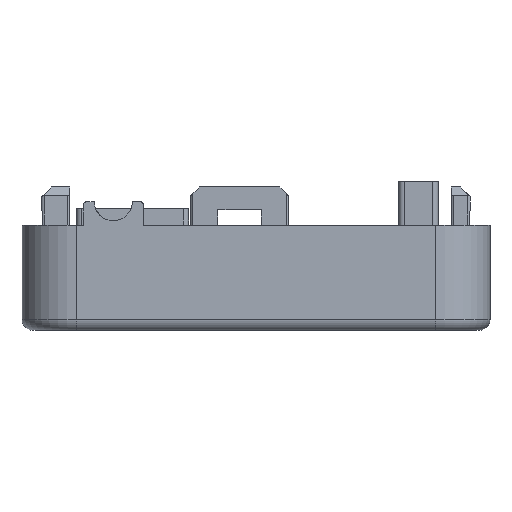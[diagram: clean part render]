
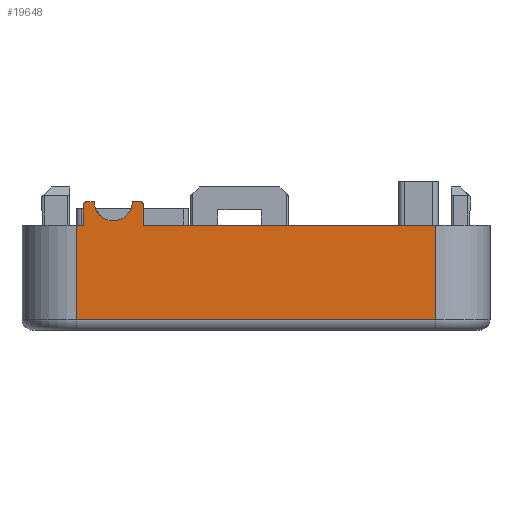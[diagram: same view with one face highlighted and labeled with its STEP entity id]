
A CAD part, front view. The second image highlights one B-rep face of the part: STEP entity #19648.
In plain terms, the highlighted planar face has unit normal (0, -1, 0).
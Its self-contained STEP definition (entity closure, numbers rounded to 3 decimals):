
#194 = DIRECTION ( 'NONE',  ( 1., 0., 0. ) ) ;
#793 = ORIENTED_EDGE ( 'NONE', *, *, #24905, .T. ) ;
#1281 = EDGE_CURVE ( 'NONE', #17347, #1650, #12727, .T. ) ;
#1296 = DIRECTION ( 'NONE',  ( 1., 0., 0. ) ) ;
#1650 = VERTEX_POINT ( 'NONE', #5954 ) ;
#1943 = CARTESIAN_POINT ( 'NONE',  ( 38.755, -10.148, -3.375 ) ) ;
#2661 = CARTESIAN_POINT ( 'NONE',  ( 6.902, -10.148, 5.305 ) ) ;
#2663 = VECTOR ( 'NONE', #25305, 1000. ) ;
#3019 = CARTESIAN_POINT ( 'NONE',  ( 9.532, -10.148, 7.455 ) ) ;
#3216 = CARTESIAN_POINT ( 'NONE',  ( 38.755, -10.148, 2.805 ) ) ;
#3221 = DIRECTION ( 'NONE',  ( -1., 0., 0. ) ) ;
#3678 = VECTOR ( 'NONE', #16228, 1000. ) ;
#3917 = EDGE_CURVE ( 'NONE', #23193, #11526, #20016, .T. ) ;
#4083 = VECTOR ( 'NONE', #5393, 1000. ) ;
#4275 = DIRECTION ( 'NONE',  ( -1., 0., 0. ) ) ;
#4999 = EDGE_CURVE ( 'NONE', #18901, #17347, #16274, .T. ) ;
#5393 = DIRECTION ( 'NONE',  ( -1., 0., 0. ) ) ;
#5440 = LINE ( 'NONE', #23497, #22631 ) ;
#5954 = CARTESIAN_POINT ( 'NONE',  ( 1.402, -10.148, 7.155 ) ) ;
#6531 = ORIENTED_EDGE ( 'NONE', *, *, #22399, .T. ) ;
#6769 = LINE ( 'NONE', #22593, #3678 ) ;
#7230 = VERTEX_POINT ( 'NONE', #23676 ) ;
#7426 = VECTOR ( 'NONE', #4275, 1000. ) ;
#7835 = CARTESIAN_POINT ( 'NONE',  ( 6.902, -10.148, 7.155 ) ) ;
#8055 = AXIS2_PLACEMENT_3D ( 'NONE', #25535, #13989, #22873 ) ;
#8540 = CARTESIAN_POINT ( 'NONE',  ( 6.602, -10.148, 7.455 ) ) ;
#8741 = CARTESIAN_POINT ( 'NONE',  ( 38.755, -10.148, 5.305 ) ) ;
#9005 = DIRECTION ( 'NONE',  ( 0., 0., 1. ) ) ;
#9336 = LINE ( 'NONE', #27550, #2663 ) ;
#9390 = DIRECTION ( 'NONE',  ( 0., 1., 0. ) ) ;
#11464 = VECTOR ( 'NONE', #27672, 1000. ) ;
#11505 = LINE ( 'NONE', #20102, #22678 ) ;
#11526 = VERTEX_POINT ( 'NONE', #19993 ) ;
#11712 = VECTOR ( 'NONE', #25383, 1000. ) ;
#12256 = DIRECTION ( 'NONE',  ( 0., -1., 0. ) ) ;
#12727 = CIRCLE ( 'NONE', #16493, 0.3 ) ;
#13277 = EDGE_CURVE ( 'NONE', #7230, #23193, #18462, .T. ) ;
#13989 = DIRECTION ( 'NONE',  ( 0., -1., 0. ) ) ;
#14197 = EDGE_CURVE ( 'NONE', #18600, #17468, #14737, .T. ) ;
#14737 = LINE ( 'NONE', #3019, #4083 ) ;
#14925 = VERTEX_POINT ( 'NONE', #7835 ) ;
#15291 = ORIENTED_EDGE ( 'NONE', *, *, #28698, .T. ) ;
#15298 = EDGE_CURVE ( 'NONE', #21603, #7230, #22194, .T. ) ;
#16010 = CARTESIAN_POINT ( 'NONE',  ( 0.755, -10.148, -3.375 ) ) ;
#16228 = DIRECTION ( 'NONE',  ( 0., 0., 1. ) ) ;
#16274 = LINE ( 'NONE', #18801, #11464 ) ;
#16360 = CARTESIAN_POINT ( 'NONE',  ( 0.755, -10.148, 2.805 ) ) ;
#16493 = AXIS2_PLACEMENT_3D ( 'NONE', #17558, #28937, #17827 ) ;
#16609 = ORIENTED_EDGE ( 'NONE', *, *, #14197, .T. ) ;
#16900 = CARTESIAN_POINT ( 'NONE',  ( 5.902, -10.148, 7.455 ) ) ;
#17347 = VERTEX_POINT ( 'NONE', #28294 ) ;
#17468 = VERTEX_POINT ( 'NONE', #16900 ) ;
#17558 = CARTESIAN_POINT ( 'NONE',  ( 1.702, -10.148, 7.155 ) ) ;
#17585 = PLANE ( 'NONE',  #28901 ) ;
#17713 = EDGE_LOOP ( 'NONE', ( #27099, #18746, #19562, #793, #21099, #24379, #18195, #6531, #25792, #22033, #15291, #16609 ) ) ;
#17827 = DIRECTION ( 'NONE',  ( 1., 0., 0. ) ) ;
#17846 = CARTESIAN_POINT ( 'NONE',  ( 1.402, -10.148, 5.305 ) ) ;
#18195 = ORIENTED_EDGE ( 'NONE', *, *, #3917, .T. ) ;
#18276 = CARTESIAN_POINT ( 'NONE',  ( 4.152, -10.148, 7.455 ) ) ;
#18462 = LINE ( 'NONE', #16360, #11712 ) ;
#18600 = VERTEX_POINT ( 'NONE', #8540 ) ;
#18746 = ORIENTED_EDGE ( 'NONE', *, *, #4999, .T. ) ;
#18801 = CARTESIAN_POINT ( 'NONE',  ( 5.332, -10.148, 7.455 ) ) ;
#18901 = VERTEX_POINT ( 'NONE', #26260 ) ;
#19562 = ORIENTED_EDGE ( 'NONE', *, *, #1281, .T. ) ;
#19648 = ADVANCED_FACE ( 'NONE', ( #23655 ), #17585, .T. ) ;
#19684 = EDGE_CURVE ( 'NONE', #17468, #18901, #22659, .T. ) ;
#19993 = CARTESIAN_POINT ( 'NONE',  ( 33.755, -10.148, -3.375 ) ) ;
#20016 = LINE ( 'NONE', #1943, #28533 ) ;
#20102 = CARTESIAN_POINT ( 'NONE',  ( 33.755, -10.148, 2.805 ) ) ;
#20403 = CARTESIAN_POINT ( 'NONE',  ( 33.755, -10.148, 5.305 ) ) ;
#20881 = EDGE_CURVE ( 'NONE', #23901, #24279, #5440, .T. ) ;
#21099 = ORIENTED_EDGE ( 'NONE', *, *, #15298, .T. ) ;
#21603 = VERTEX_POINT ( 'NONE', #17846 ) ;
#22033 = ORIENTED_EDGE ( 'NONE', *, *, #26691, .T. ) ;
#22068 = DIRECTION ( 'NONE',  ( 1., 0., 0. ) ) ;
#22194 = LINE ( 'NONE', #8741, #7426 ) ;
#22399 = EDGE_CURVE ( 'NONE', #11526, #23901, #11505, .T. ) ;
#22593 = CARTESIAN_POINT ( 'NONE',  ( 6.902, -10.148, 7.155 ) ) ;
#22631 = VECTOR ( 'NONE', #3221, 1000. ) ;
#22659 = CIRCLE ( 'NONE', #26953, 1.75 ) ;
#22678 = VECTOR ( 'NONE', #9005, 1000. ) ;
#22873 = DIRECTION ( 'NONE',  ( -1., 0., 0. ) ) ;
#23193 = VERTEX_POINT ( 'NONE', #16010 ) ;
#23497 = CARTESIAN_POINT ( 'NONE',  ( 38.755, -10.148, 5.305 ) ) ;
#23655 = FACE_OUTER_BOUND ( 'NONE', #17713, .T. ) ;
#23676 = CARTESIAN_POINT ( 'NONE',  ( 0.755, -10.148, 5.305 ) ) ;
#23901 = VERTEX_POINT ( 'NONE', #20403 ) ;
#24279 = VERTEX_POINT ( 'NONE', #2661 ) ;
#24379 = ORIENTED_EDGE ( 'NONE', *, *, #13277, .T. ) ;
#24905 = EDGE_CURVE ( 'NONE', #1650, #21603, #9336, .T. ) ;
#25305 = DIRECTION ( 'NONE',  ( 0., 0., -1. ) ) ;
#25383 = DIRECTION ( 'NONE',  ( 0., 0., -1. ) ) ;
#25535 = CARTESIAN_POINT ( 'NONE',  ( 6.602, -10.148, 7.155 ) ) ;
#25792 = ORIENTED_EDGE ( 'NONE', *, *, #20881, .T. ) ;
#26260 = CARTESIAN_POINT ( 'NONE',  ( 2.402, -10.148, 7.455 ) ) ;
#26691 = EDGE_CURVE ( 'NONE', #24279, #14925, #6769, .T. ) ;
#26953 = AXIS2_PLACEMENT_3D ( 'NONE', #18276, #9390, #194 ) ;
#27099 = ORIENTED_EDGE ( 'NONE', *, *, #19684, .T. ) ;
#27550 = CARTESIAN_POINT ( 'NONE',  ( 1.402, -10.148, 7.155 ) ) ;
#27672 = DIRECTION ( 'NONE',  ( -1., 0., 0. ) ) ;
#27891 = CIRCLE ( 'NONE', #8055, 0.3 ) ;
#28294 = CARTESIAN_POINT ( 'NONE',  ( 1.702, -10.148, 7.455 ) ) ;
#28533 = VECTOR ( 'NONE', #22068, 1000. ) ;
#28698 = EDGE_CURVE ( 'NONE', #14925, #18600, #27891, .T. ) ;
#28901 = AXIS2_PLACEMENT_3D ( 'NONE', #3216, #12256, #1296 ) ;
#28937 = DIRECTION ( 'NONE',  ( 0., -1., 0. ) ) ;
